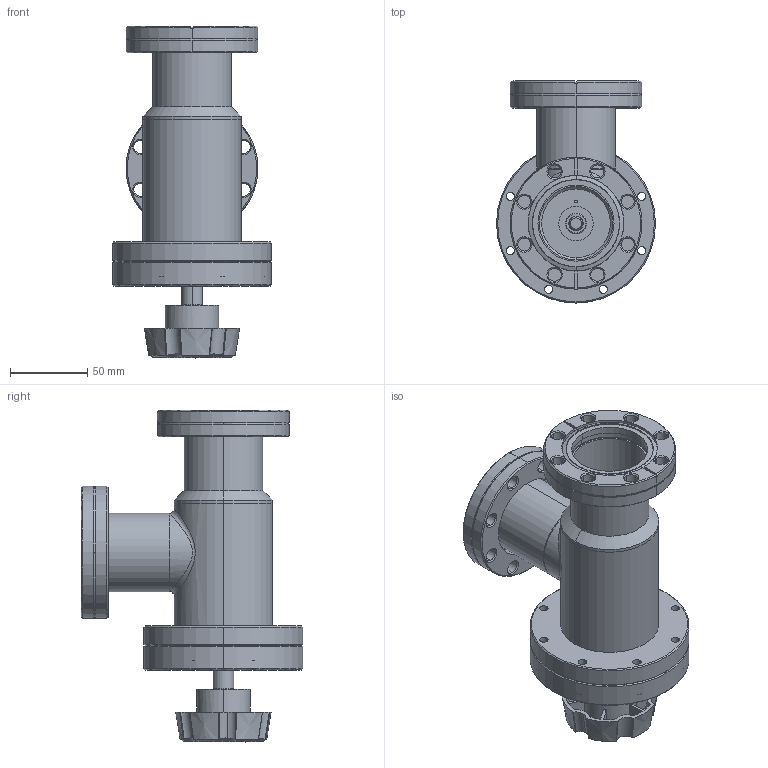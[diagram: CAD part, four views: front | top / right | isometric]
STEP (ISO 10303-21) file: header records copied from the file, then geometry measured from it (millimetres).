
FILE_DESCRIPTION (( 'STEP AP214' ), '1' );
FILE_NAME ('MA-200-H-CF_MANUAL_ANGLE_VALVE.STEP', '2020-05-19T08:51:29', ( 'admin' ), ( 'Microsoft' ), 'SwSTEP 2.0', 'SolidWorks 2016', '' );
FILE_SCHEMA (( 'AUTOMOTIVE_DESIGN' ));
Length unit declared in the file: inch
Products named in the file (1): MA-200-H-CF_MANUAL_ANGLE_VALVE
Bounding box: 102.87 x 143.54 x 214.79 mm (x, y, z)
Volume: 384199.9 mm3; surface area: 187108.7 mm2
Topology: 13 solids, 13 shells, 490 faces, 1261 edges, 813 vertices
Faces by surface type: cylinder 206, cone 159, plane 99, bspline 26
Entity records: 18374 total; most frequent: CARTESIAN_POINT 6082, DIRECTION 2590, ORIENTED_EDGE 2522, EDGE_CURVE 1261, AXIS2_PLACEMENT_3D 1091, VERTEX_POINT 813, CIRCLE 626, EDGE_LOOP 596
